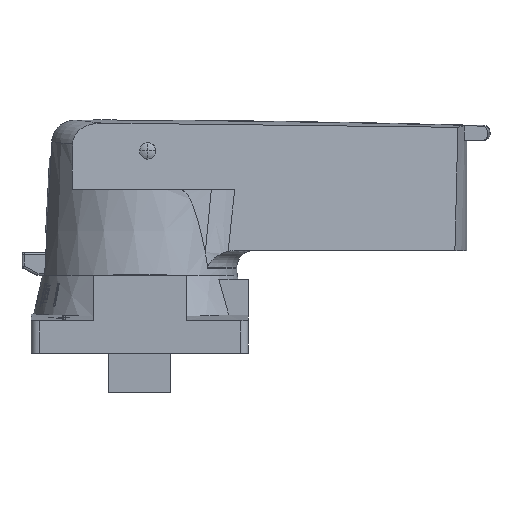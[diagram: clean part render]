
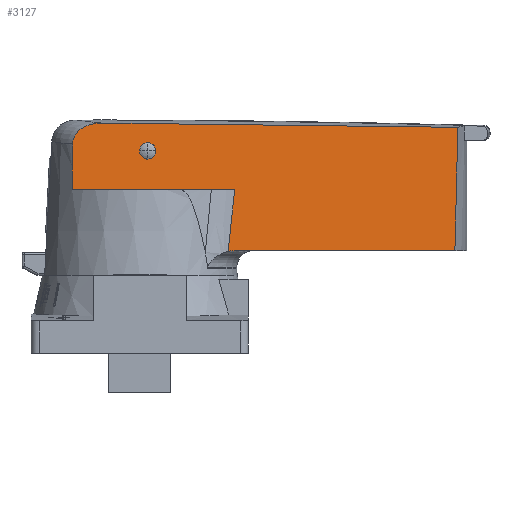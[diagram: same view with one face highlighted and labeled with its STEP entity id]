
A CAD part, front view. The second image highlights one B-rep face of the part: STEP entity #3127.
In plain terms, the highlighted planar face has unit normal (0.02, -0.998, 0.061).
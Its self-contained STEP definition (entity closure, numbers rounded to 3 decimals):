
#3127=ADVANCED_FACE('',(#9208,#9209),#9210,.T.);
#4801=VERTEX_POINT('',#11413);
#4805=VERTEX_POINT('',#11417);
#4807=EDGE_CURVE('',#4801,#4805,#11419,.T.);
#5059=VERTEX_POINT('',#11671);
#5061=EDGE_CURVE('',#5059,#4805,#11673,.F.);
#5071=VERTEX_POINT('',#11683);
#5073=EDGE_CURVE('',#5059,#5071,#11685,.T.);
#5111=VERTEX_POINT('',#11723);
#5115=VERTEX_POINT('',#11727);
#5117=EDGE_CURVE('',#5111,#5115,#11729,.F.);
#5123=VERTEX_POINT('',#11735);
#5125=EDGE_CURVE('',#5123,#5115,#11737,.T.);
#5129=VERTEX_POINT('',#11741);
#5131=EDGE_CURVE('',#5123,#5129,#11743,.T.);
#5141=EDGE_CURVE('',#4801,#5129,#11753,.F.);
#5149=EDGE_CURVE('',#5111,#5071,#11761,.T.);
#5151=VERTEX_POINT('',#11763);
#5153=VERTEX_POINT('',#11765);
#5155=EDGE_CURVE('',#5151,#5153,#11767,.T.);
#5157=EDGE_CURVE('',#5153,#5151,#11769,.T.);
#9208=FACE_OUTER_BOUND('',#17058,.T.);
#9209=FACE_BOUND('',#17059,.T.);
#9210=PLANE('',#17060);
#11413=CARTESIAN_POINT('',(6.428,14.32,26.0));
#11417=CARTESIAN_POINT('',(6.515,14.683,31.9));
#11419=ELLIPSE('',#20957,315.036,9.908);
#11671=CARTESIAN_POINT('',(10.402,14.924,34.579));
#11673=B_SPLINE_CURVE_WITH_KNOTS('',3,(#21452,#21453,#21454,#21455,#21456,#21457,#21458,#21459,#21460,#21461,#21462,#21463,#21464,#21465,#21466,#21467),.UNSPECIFIED.,.F.,.F.,(4,3,3,3,3,4),(0.,0.213,0.436,0.705,0.974,1.),.UNSPECIFIED.);
#11683=CARTESIAN_POINT('',(56.01,15.793,34.038));
#11685=B_SPLINE_CURVE_WITH_KNOTS('',3,(#21530,#21531,#21532,#21533,#21534,#21535),.UNSPECIFIED.,.F.,.F.,(4,2,4),(7120.049,7131.42,7162.265),.UNSPECIFIED.);
#11723=CARTESIAN_POINT('',(55.636,14.817,18.2));
#11727=CARTESIAN_POINT('',(27.295,14.256,18.2));
#11729=LINE('',#21621,#21622);
#11735=CARTESIAN_POINT('',(26.483,14.234,18.101));
#11737=B_SPLINE_CURVE_WITH_KNOTS('',3,(#21653,#21654,#21655,#21656,#21657,#21658),.UNSPECIFIED.,.F.,.F.,(4,2,4),(10.365,10.593,11.132),.UNSPECIFIED.);
#11741=CARTESIAN_POINT('',(27.334,14.734,26.));
#11743=B_SPLINE_CURVE_WITH_KNOTS('',3,(#21686,#21687,#21688,#21689,#21690),.UNSPECIFIED.,.F.,.F.,(4,1,4),(0.0,0.5,1.0),.UNSPECIFIED.);
#11753=LINE('',#21718,#21719);
#11761=ELLIPSE('',#21740,327.672,20.0);
#11763=CARTESIAN_POINT('',(16.15,14.754,29.95));
#11765=CARTESIAN_POINT('',(16.15,14.883,32.05));
#11767=ELLIPSE('',#21747,1.052,1.05);
#11769=ELLIPSE('',#21750,1.052,1.05);
#17058=EDGE_LOOP('',(#28693,#28694,#28695,#28696,#28697,#28698,#28699,#28700));
#17059=EDGE_LOOP('',(#28701,#28702));
#17060=AXIS2_PLACEMENT_3D('',#28703,#28704,#28705);
#20957=AXIS2_PLACEMENT_3D('',#33562,#33563,#33564);
#21452=CARTESIAN_POINT('',(6.515,14.683,31.9));
#21453=CARTESIAN_POINT('',(6.521,14.706,32.272));
#21454=CARTESIAN_POINT('',(6.621,14.73,32.642));
#21455=CARTESIAN_POINT('',(6.801,14.754,32.968));
#21456=CARTESIAN_POINT('',(6.99,14.778,33.31));
#21457=CARTESIAN_POINT('',(7.264,14.802,33.602));
#21458=CARTESIAN_POINT('',(7.581,14.822,33.83));
#21459=CARTESIAN_POINT('',(7.963,14.846,34.106));
#21460=CARTESIAN_POINT('',(8.407,14.866,34.291));
#21461=CARTESIAN_POINT('',(8.864,14.883,34.407));
#21462=CARTESIAN_POINT('',(9.321,14.899,34.522));
#21463=CARTESIAN_POINT('',(9.793,14.911,34.57));
#21464=CARTESIAN_POINT('',(10.263,14.921,34.578));
#21465=CARTESIAN_POINT('',(10.309,14.922,34.579));
#21466=CARTESIAN_POINT('',(10.356,14.923,34.579));
#21467=CARTESIAN_POINT('',(10.402,14.924,34.579));
#21530=CARTESIAN_POINT('',(10.402,14.924,34.579));
#21531=CARTESIAN_POINT('',(14.49,15.004,34.578));
#21532=CARTESIAN_POINT('',(18.58,15.084,34.564));
#21533=CARTESIAN_POINT('',(33.773,15.379,34.465));
#21534=CARTESIAN_POINT('',(44.887,15.589,34.299));
#21535=CARTESIAN_POINT('',(56.01,15.793,34.038));
#21621=CARTESIAN_POINT('',(14.817,14.009,18.2));
#21622=VECTOR('',#33688,1.0);
#21653=CARTESIAN_POINT('',(26.483,14.234,18.101));
#21654=CARTESIAN_POINT('',(26.562,14.237,18.12));
#21655=CARTESIAN_POINT('',(26.643,14.239,18.137));
#21656=CARTESIAN_POINT('',(26.918,14.248,18.184));
#21657=CARTESIAN_POINT('',(27.115,14.253,18.2));
#21658=CARTESIAN_POINT('',(27.295,14.256,18.2));
#21686=CARTESIAN_POINT('',(26.483,14.234,18.101));
#21687=CARTESIAN_POINT('',(26.627,14.317,19.417));
#21688=CARTESIAN_POINT('',(26.914,14.484,22.05));
#21689=CARTESIAN_POINT('',(27.195,14.651,24.683));
#21690=CARTESIAN_POINT('',(27.334,14.734,26.));
#21718=CARTESIAN_POINT('',(9.808,14.387,26.0));
#21719=VECTOR('',#33695,1.0);
#21740=AXIS2_PLACEMENT_3D('',#33699,#33700,#33701);
#21747=AXIS2_PLACEMENT_3D('',#33702,#33703,#33704);
#21750=AXIS2_PLACEMENT_3D('',#33705,#33706,#33707);
#28693=ORIENTED_EDGE('',*,*,#5149,.T.);
#28694=ORIENTED_EDGE('',*,*,#5073,.F.);
#28695=ORIENTED_EDGE('',*,*,#5061,.T.);
#28696=ORIENTED_EDGE('',*,*,#4807,.F.);
#28697=ORIENTED_EDGE('',*,*,#5141,.T.);
#28698=ORIENTED_EDGE('',*,*,#5131,.F.);
#28699=ORIENTED_EDGE('',*,*,#5125,.T.);
#28700=ORIENTED_EDGE('',*,*,#5117,.F.);
#28701=ORIENTED_EDGE('',*,*,#5155,.F.);
#28702=ORIENTED_EDGE('',*,*,#5157,.F.);
#28703=CARTESIAN_POINT('',(14.321,13.804,15.0));
#28704=DIRECTION('',(0.02,-0.998,0.061));
#28705=DIRECTION('',(0.,0.061,0.998));
#33562=CARTESIAN_POINT('',(15.476,5.974,-113.392));
#33563=DIRECTION('',(-0.02,0.998,-0.061));
#33564=DIRECTION('',(0.001,-0.061,-0.998));
#33688=DIRECTION('',(1.,0.02,0.0));
#33695=DIRECTION('',(-1.,-0.02,-0.0));
#33699=CARTESIAN_POINT('',(37.15,22.45,148.981));
#33700=DIRECTION('',(0.02,-0.998,0.061));
#33701=DIRECTION('',(0.001,-0.061,-0.998));
#33702=CARTESIAN_POINT('',(16.15,14.818,31.0));
#33703=DIRECTION('',(0.02,-0.998,0.061));
#33704=DIRECTION('',(-0.307,-0.064,-0.949));
#33705=CARTESIAN_POINT('',(16.15,14.818,31.0));
#33706=DIRECTION('',(0.02,-0.998,0.061));
#33707=DIRECTION('',(-0.307,-0.064,-0.949));
